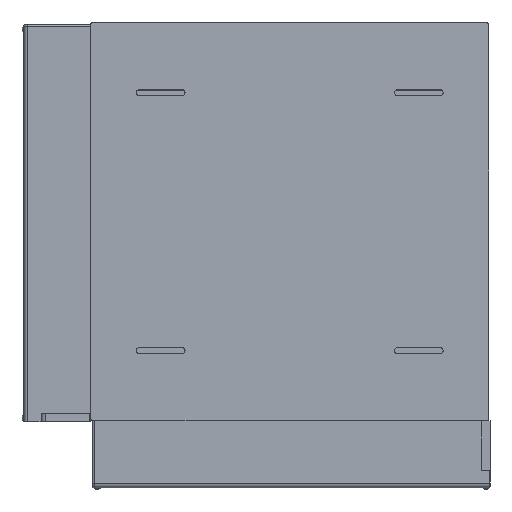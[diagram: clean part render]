
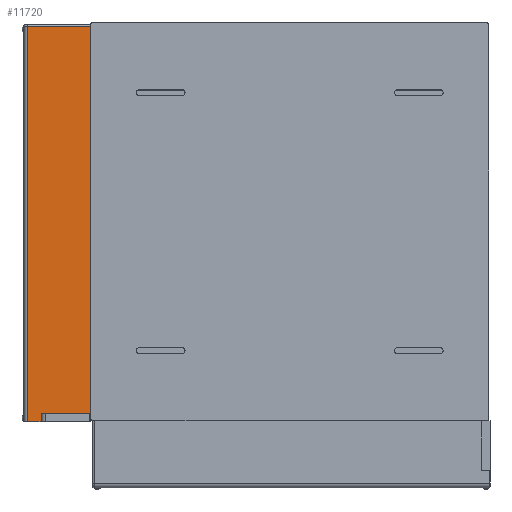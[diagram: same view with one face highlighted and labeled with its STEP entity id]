
A CAD part, front view. The second image highlights one B-rep face of the part: STEP entity #11720.
In plain terms, the highlighted planar face has unit normal (0, -1, 0).
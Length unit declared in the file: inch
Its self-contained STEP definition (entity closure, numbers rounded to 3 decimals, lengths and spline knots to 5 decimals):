
#288 = EDGE_CURVE ( 'NONE', #7864, #5311, #9815, .T. ) ;
#579 = DIRECTION ( 'NONE',  ( 1., 0., 0. ) ) ;
#581 = CARTESIAN_POINT ( 'NONE',  ( -12.188, 1.10957, -8.938 ) ) ;
#598 = LINE ( 'NONE', #581, #4697 ) ;
#1320 = EDGE_CURVE ( 'NONE', #8191, #1987, #3581, .T. ) ;
#1987 = VERTEX_POINT ( 'NONE', #11431 ) ;
#2008 = DIRECTION ( 'NONE',  ( 1., 0., 0. ) ) ;
#2031 = CARTESIAN_POINT ( 'NONE',  ( -12.188, 1.10957, -9.298 ) ) ;
#2058 = LINE ( 'NONE', #2031, #6076 ) ;
#3176 = EDGE_CURVE ( 'NONE', #7864, #8191, #9449, .T. ) ;
#3537 = DIRECTION ( 'NONE',  ( 0., 0., -1. ) ) ;
#3566 = CARTESIAN_POINT ( 'NONE',  ( -9.25, 1.10957, 12.72274 ) ) ;
#3581 = LINE ( 'NONE', #3566, #9824 ) ;
#4028 = ORIENTED_EDGE ( 'NONE', *, *, #288, .T. ) ;
#4066 = ORIENTED_EDGE ( 'NONE', *, *, #7501, .T. ) ;
#4183 = ORIENTED_EDGE ( 'NONE', *, *, #6668, .T. ) ;
#4275 = ORIENTED_EDGE ( 'NONE', *, *, #10799, .T. ) ;
#4323 = ORIENTED_EDGE ( 'NONE', *, *, #7692, .T. ) ;
#4371 = ORIENTED_EDGE ( 'NONE', *, *, #1320, .F. ) ;
#4434 = ORIENTED_EDGE ( 'NONE', *, *, #3176, .F. ) ;
#4697 = VECTOR ( 'NONE', #579, 39.37008 ) ;
#4875 = VECTOR ( 'NONE', #9794, 39.37008 ) ;
#5311 = VERTEX_POINT ( 'NONE', #7613 ) ;
#5735 = CARTESIAN_POINT ( 'NONE',  ( -9.2655, 1.10957, -8.938 ) ) ;
#6076 = VECTOR ( 'NONE', #2008, 39.37008 ) ;
#6258 = CARTESIAN_POINT ( 'NONE',  ( -11.5625, 1.10957, -9.298 ) ) ;
#6668 = EDGE_CURVE ( 'NONE', #9276, #12215, #7300, .T. ) ;
#7116 = CARTESIAN_POINT ( 'NONE',  ( -9.25, 1.10957, 9.0928 ) ) ;
#7246 = DIRECTION ( 'NONE',  ( 0., 0., 1. ) ) ;
#7271 = CARTESIAN_POINT ( 'NONE',  ( -11.5625, 1.10957, -9.298 ) ) ;
#7300 = LINE ( 'NONE', #7271, #9839 ) ;
#7501 = EDGE_CURVE ( 'NONE', #5311, #9276, #2058, .T. ) ;
#7613 = CARTESIAN_POINT ( 'NONE',  ( -12.188, 1.10957, -9.298 ) ) ;
#7692 = EDGE_CURVE ( 'NONE', #11943, #1987, #598, .T. ) ;
#7864 = VERTEX_POINT ( 'NONE', #11287 ) ;
#8191 = VERTEX_POINT ( 'NONE', #7116 ) ;
#9276 = VERTEX_POINT ( 'NONE', #6258 ) ;
#9348 = DIRECTION ( 'NONE',  ( 1., 0., 0. ) ) ;
#9392 = DIRECTION ( 'NONE',  ( 1., 0., 0. ) ) ;
#9402 = CARTESIAN_POINT ( 'NONE',  ( -12.188, 1.10957, -8.938 ) ) ;
#9433 = CARTESIAN_POINT ( 'NONE',  ( -12.188, 1.10957, 9.0928 ) ) ;
#9449 = LINE ( 'NONE', #9433, #11776 ) ;
#9463 = LINE ( 'NONE', #9402, #12129 ) ;
#9794 = DIRECTION ( 'NONE',  ( 0., 0., -1. ) ) ;
#9812 = CARTESIAN_POINT ( 'NONE',  ( -12.188, 1.10957, 12.72274 ) ) ;
#9815 = LINE ( 'NONE', #9812, #4875 ) ;
#9824 = VECTOR ( 'NONE', #3537, 39.37008 ) ;
#9839 = VECTOR ( 'NONE', #7246, 39.37008 ) ;
#10799 = EDGE_CURVE ( 'NONE', #12215, #11943, #9463, .T. ) ;
#10932 = AXIS2_PLACEMENT_3D ( 'NONE', #11675, #11611, #11601 ) ;
#11287 = CARTESIAN_POINT ( 'NONE',  ( -12.188, 1.10957, 9.0928 ) ) ;
#11431 = CARTESIAN_POINT ( 'NONE',  ( -9.25, 1.10957, -8.938 ) ) ;
#11601 = DIRECTION ( 'NONE',  ( -1., 0., 0. ) ) ;
#11611 = DIRECTION ( 'NONE',  ( 0., 1., 0. ) ) ;
#11675 = CARTESIAN_POINT ( 'NONE',  ( -12.188, 1.10957, 12.72274 ) ) ;
#11720 = ADVANCED_FACE ( 'NONE', ( #11803 ), #11739, .F. ) ;
#11739 = PLANE ( 'NONE',  #10932 ) ;
#11776 = VECTOR ( 'NONE', #9392, 39.37008 ) ;
#11803 = FACE_OUTER_BOUND ( 'NONE', #12454, .T. ) ;
#11837 = CARTESIAN_POINT ( 'NONE',  ( -11.5625, 1.10957, -8.938 ) ) ;
#11943 = VERTEX_POINT ( 'NONE', #5735 ) ;
#12129 = VECTOR ( 'NONE', #9348, 39.37008 ) ;
#12215 = VERTEX_POINT ( 'NONE', #11837 ) ;
#12454 = EDGE_LOOP ( 'NONE', ( #4028, #4066, #4183, #4275, #4323, #4371, #4434 ) ) ;
